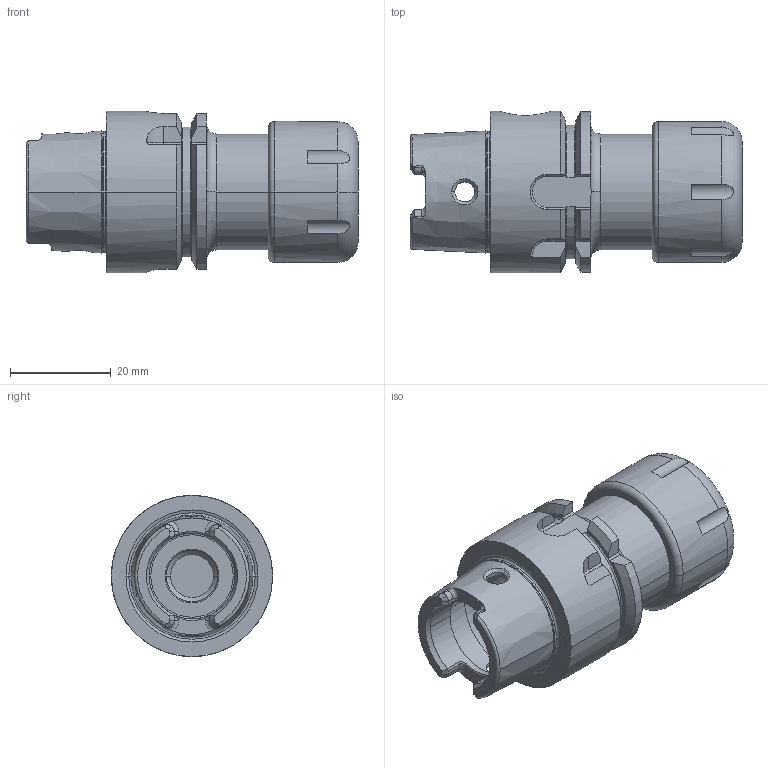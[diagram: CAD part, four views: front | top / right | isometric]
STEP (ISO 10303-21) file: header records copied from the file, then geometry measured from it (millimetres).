
FILE_DESCRIPTION((''),'2;1');
FILE_NAME('A32-025-16-3_ASM','2013-12-09T',('mei'),(''),'PRO/ENGINEER BY PARAMETRIC TECHNOLOGY CORPORATION, 2010430','PRO/ENGINEER BY PARAMETRIC TECHNOLOGY CORPORATION, 2010430','');
FILE_SCHEMA(('CONFIG_CONTROL_DESIGN'));
Length unit declared in the file: millimetre
Products named in the file (3): A32-025-16-3; 83-914-16; A32-025-16-3_ASM
Assembly tree (2 placements, depth 2):
  A32-025-16-3_ASM
    A32-025-16-3
    83-914-16
Bounding box: 65.9 x 32 x 32 mm (x, y, z)
Volume: 25005.5 mm3; surface area: 12745.4 mm2
Topology: 2 solids, 2 shells, 206 faces, 522 edges, 322 vertices
Faces by surface type: plane 71, cylinder 59, cone 34, torus 32, bspline 8, extrusion 2
Entity records: 7431 total; most frequent: CARTESIAN_POINT 2460, ORIENTED_EDGE 1044, DIRECTION 1018, EDGE_CURVE 522, AXIS2_PLACEMENT_3D 397, VERTEX_POINT 322, VECTOR 224, LINE 222
